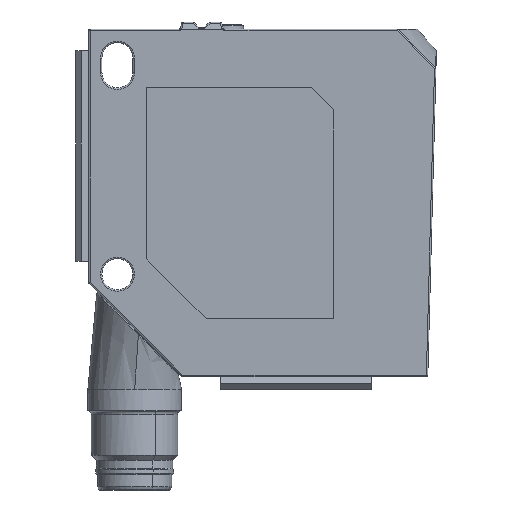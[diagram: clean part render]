
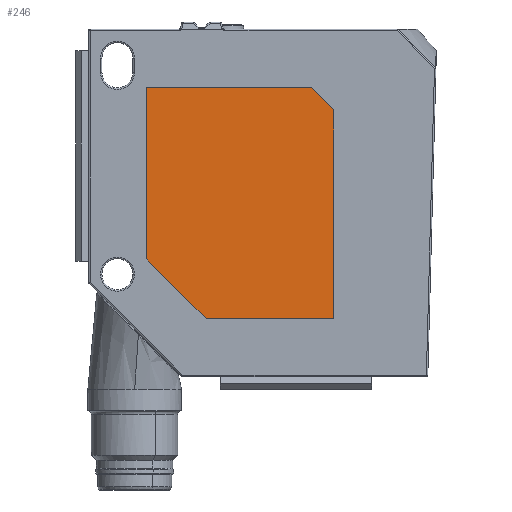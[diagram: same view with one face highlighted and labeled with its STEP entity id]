
A CAD part, front view. The second image highlights one B-rep face of the part: STEP entity #246.
In plain terms, the highlighted planar face has unit normal (0, -1, 0).
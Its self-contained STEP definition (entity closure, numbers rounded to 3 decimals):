
#246=ADVANCED_FACE('Corps principal',(#754),#755,.T.);
#754=FACE_OUTER_BOUND('',#3618,.T.);
#755=PLANE('',#3619);
#3618=EDGE_LOOP('',(#5811,#5812,#5813,#5814,#5815,#5816));
#3619=AXIS2_PLACEMENT_3D('',#5817,#5818,#5819);
#5811=ORIENTED_EDGE('',*,*,#6818,.T.);
#5812=ORIENTED_EDGE('',*,*,#6816,.T.);
#5813=ORIENTED_EDGE('',*,*,#6814,.T.);
#5814=ORIENTED_EDGE('',*,*,#6812,.T.);
#5815=ORIENTED_EDGE('',*,*,#6821,.T.);
#5816=ORIENTED_EDGE('',*,*,#6820,.T.);
#5817=CARTESIAN_POINT('',(22.901,-10.188,6.975));
#5818=DIRECTION('',(0.,-1.0,0.));
#5819=DIRECTION('',(-1.0,0.,0.0));
#6812=EDGE_CURVE('',#7720,#7722,#7724,.F.);
#6814=EDGE_CURVE('',#7725,#7720,#7727,.F.);
#6816=EDGE_CURVE('',#7728,#7725,#7730,.F.);
#6818=EDGE_CURVE('',#7731,#7728,#7733,.F.);
#6820=EDGE_CURVE('',#7734,#7731,#7736,.F.);
#6821=EDGE_CURVE('',#7722,#7734,#7737,.F.);
#7720=VERTEX_POINT('',#9761);
#7722=VERTEX_POINT('',#9764);
#7724=LINE('',#9767,#9768);
#7725=VERTEX_POINT('',#9769);
#7727=LINE('',#9772,#9773);
#7728=VERTEX_POINT('',#9774);
#7730=LINE('',#9777,#9778);
#7731=VERTEX_POINT('',#9779);
#7733=LINE('',#9782,#9783);
#7734=VERTEX_POINT('',#9784);
#7736=LINE('',#9787,#9788);
#7737=LINE('',#9789,#9790);
#9761=CARTESIAN_POINT('',(9.201,-10.188,-8.726));
#9764=CARTESIAN_POINT('',(9.201,-10.188,20.274));
#9767=CARTESIAN_POINT('',(9.201,-10.188,5.774));
#9768=VECTOR('',#11074,1.0);
#9769=CARTESIAN_POINT('',(-8.485,-10.188,-8.726));
#9772=CARTESIAN_POINT('',(0.358,-10.188,-8.726));
#9773=VECTOR('',#11076,1.0);
#9774=CARTESIAN_POINT('',(-16.799,-10.188,-0.412));
#9777=CARTESIAN_POINT('',(-12.642,-10.188,-4.569));
#9778=VECTOR('',#11078,1.0);
#9779=CARTESIAN_POINT('',(-16.799,-10.188,23.374));
#9782=CARTESIAN_POINT('',(-16.799,-10.188,11.481));
#9783=VECTOR('',#11080,1.0);
#9784=CARTESIAN_POINT('',(6.101,-10.188,23.374));
#9787=CARTESIAN_POINT('',(-5.349,-10.188,23.374));
#9788=VECTOR('',#11082,1.0);
#9789=CARTESIAN_POINT('',(7.651,-10.188,21.824));
#9790=VECTOR('',#11083,1.0);
#11074=DIRECTION('',(0.0,0.,-1.0));
#11076=DIRECTION('',(-1.0,0.,0.0));
#11078=DIRECTION('',(-0.707,0.0,0.707));
#11080=DIRECTION('',(0.0,0.,1.0));
#11082=DIRECTION('',(1.0,0.,0.0));
#11083=DIRECTION('',(0.707,0.0,-0.707));
